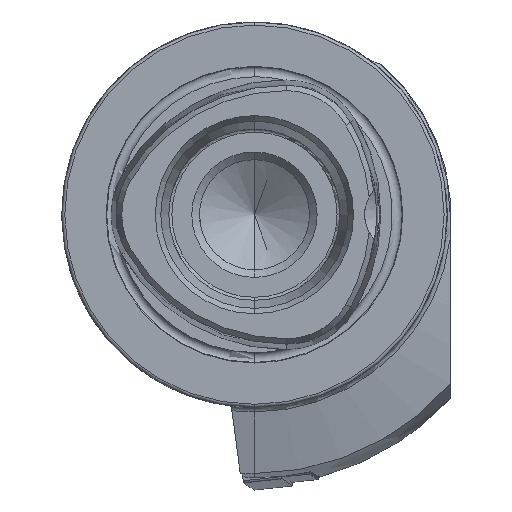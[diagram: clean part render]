
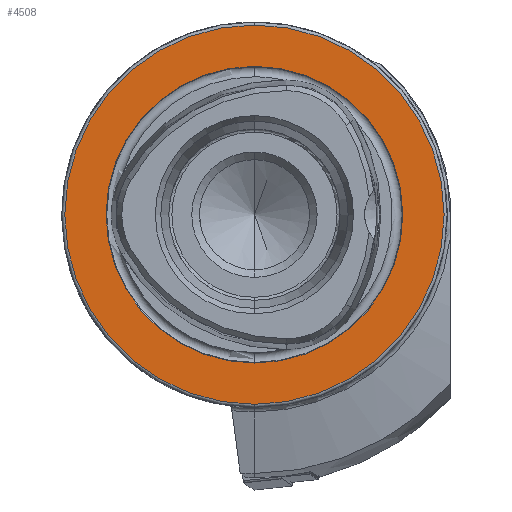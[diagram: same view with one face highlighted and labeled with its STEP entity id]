
A CAD part, left-side view. The second image highlights one B-rep face of the part: STEP entity #4508.
In plain terms, the highlighted planar face has unit normal (-1, 0, 0).
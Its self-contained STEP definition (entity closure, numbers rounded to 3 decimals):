
#202 = FACE_OUTER_BOUND ( 'NONE', #11151, .T. ) ;
#203 = FACE_BOUND ( 'NONE', #11152, .T. ) ;
#548 = CARTESIAN_POINT ( 'NONE',  ( 0., 24.25, 0. ) ) ;
#551 = PLANE ( 'NONE',  #629 ) ;
#553 = DIRECTION ( 'NONE',  ( 1., 0., 0. ) ) ;
#554 = DIRECTION ( 'NONE',  ( 0., 0., -1. ) ) ;
#629 = AXIS2_PLACEMENT_3D ( 'NONE', #548, #553, #554 ) ;
#934 = AXIS2_PLACEMENT_3D ( 'NONE', #9442, #9444, #9446 ) ;
#937 = AXIS2_PLACEMENT_3D ( 'NONE', #9464, #9466, #9467 ) ;
#1582 = CARTESIAN_POINT ( 'NONE',  ( 0., 0., 0. ) ) ;
#1583 = DIRECTION ( 'NONE',  ( -1., 0., 0. ) ) ;
#1584 = DIRECTION ( 'NONE',  ( 0., 0., 1. ) ) ;
#1587 = CARTESIAN_POINT ( 'NONE',  ( 0., 0., 0. ) ) ;
#1588 = DIRECTION ( 'NONE',  ( -1., 0., 0. ) ) ;
#1589 = DIRECTION ( 'NONE',  ( 0., 0., 1. ) ) ;
#2963 = EDGE_CURVE ( 'NONE', #7439, #7441, #5421, .T. ) ;
#2967 = EDGE_CURVE ( 'NONE', #7443, #7444, #5429, .T. ) ;
#4508 = ADVANCED_FACE ( 'NONE', ( #203, #202 ), #551, .F. ) ;
#5421 = CIRCLE ( 'NONE', #934, 24.25 ) ;
#5429 = CIRCLE ( 'NONE', #937, 31. ) ;
#7007 = ORIENTED_EDGE ( 'NONE', *, *, #10889, .F. ) ;
#7008 = ORIENTED_EDGE ( 'NONE', *, *, #2963, .F. ) ;
#7009 = ORIENTED_EDGE ( 'NONE', *, *, #2967, .T. ) ;
#7010 = ORIENTED_EDGE ( 'NONE', *, *, #10888, .T. ) ;
#7155 = AXIS2_PLACEMENT_3D ( 'NONE', #1582, #1583, #1584 ) ;
#7156 = AXIS2_PLACEMENT_3D ( 'NONE', #1587, #1588, #1589 ) ;
#7439 = VERTEX_POINT ( 'NONE', #7940 ) ;
#7441 = VERTEX_POINT ( 'NONE', #7942 ) ;
#7443 = VERTEX_POINT ( 'NONE', #7944 ) ;
#7444 = VERTEX_POINT ( 'NONE', #7945 ) ;
#7940 = CARTESIAN_POINT ( 'NONE',  ( 0., 0., -24.25 ) ) ;
#7942 = CARTESIAN_POINT ( 'NONE',  ( 0., 0., 24.25 ) ) ;
#7944 = CARTESIAN_POINT ( 'NONE',  ( 0., 0., 31. ) ) ;
#7945 = CARTESIAN_POINT ( 'NONE',  ( 0., 0., -31. ) ) ;
#9214 = CIRCLE ( 'NONE', #7155, 31. ) ;
#9217 = CIRCLE ( 'NONE', #7156, 24.25 ) ;
#9442 = CARTESIAN_POINT ( 'NONE',  ( 0., 0., 0. ) ) ;
#9444 = DIRECTION ( 'NONE',  ( -1., 0., 0. ) ) ;
#9446 = DIRECTION ( 'NONE',  ( 0., 0., 1. ) ) ;
#9464 = CARTESIAN_POINT ( 'NONE',  ( 0., 0., 0. ) ) ;
#9466 = DIRECTION ( 'NONE',  ( -1., 0., 0. ) ) ;
#9467 = DIRECTION ( 'NONE',  ( 0., 0., 1. ) ) ;
#10888 = EDGE_CURVE ( 'NONE', #7444, #7443, #9214, .T. ) ;
#10889 = EDGE_CURVE ( 'NONE', #7441, #7439, #9217, .T. ) ;
#11151 = EDGE_LOOP ( 'NONE', ( #7009, #7010 ) ) ;
#11152 = EDGE_LOOP ( 'NONE', ( #7007, #7008 ) ) ;
